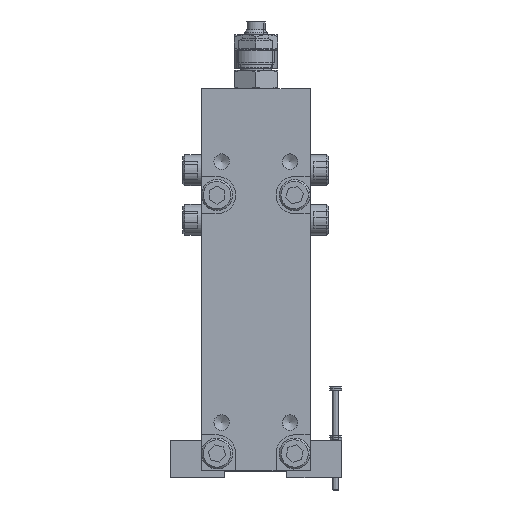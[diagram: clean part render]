
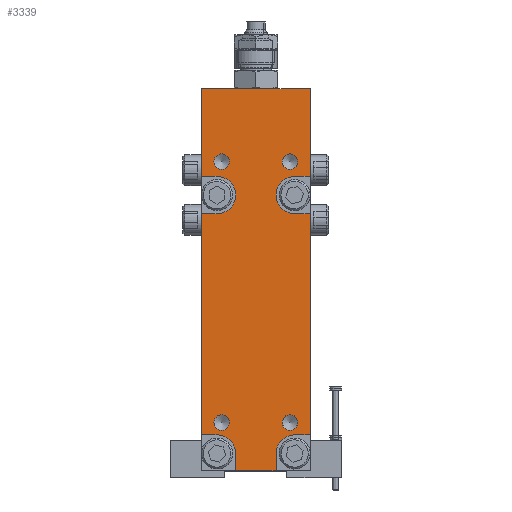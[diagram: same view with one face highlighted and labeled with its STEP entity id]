
A CAD part, left-side view. The second image highlights one B-rep face of the part: STEP entity #3339.
In plain terms, the highlighted planar face has unit normal (-1, 0, 0).
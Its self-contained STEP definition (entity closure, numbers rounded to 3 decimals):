
#3339=ADVANCED_FACE('',(#13440,#13441,#13442,#13443,#13444),#5518,.T.);
#5518=PLANE('',#39514);
#6780=LINE('',#55129,#10066);
#6781=LINE('',#55132,#10067);
#6782=LINE('',#55134,#10068);
#6783=LINE('',#55138,#10069);
#6784=LINE('',#55140,#10070);
#6785=LINE('',#55142,#10071);
#6786=LINE('',#55146,#10072);
#6787=LINE('',#55148,#10073);
#6788=LINE('',#55150,#10074);
#6789=LINE('',#55152,#10075);
#6790=LINE('',#55154,#10076);
#6791=LINE('',#55158,#10077);
#6792=LINE('',#55160,#10078);
#6793=LINE('',#55162,#10079);
#10066=VECTOR('',#43724,1.);
#10067=VECTOR('',#43725,1.);
#10068=VECTOR('',#43726,1.);
#10069=VECTOR('',#43729,1.);
#10070=VECTOR('',#43730,1.);
#10071=VECTOR('',#43731,1.);
#10072=VECTOR('',#43734,1.);
#10073=VECTOR('',#43735,1.);
#10074=VECTOR('',#43736,1.);
#10075=VECTOR('',#43737,1.);
#10076=VECTOR('',#43738,1.);
#10077=VECTOR('',#43741,1.);
#10078=VECTOR('',#43742,1.);
#10079=VECTOR('',#43743,1.);
#13440=FACE_BOUND('',#15513,.T.);
#13441=FACE_BOUND('',#15514,.T.);
#13442=FACE_BOUND('',#15515,.T.);
#13443=FACE_BOUND('',#15516,.T.);
#13444=FACE_BOUND('',#15517,.T.);
#15513=EDGE_LOOP('',(#19154,#19155,#19156,#19157,#19158,#19159,#19160,#19161,
#19162,#19163,#19164,#19165,#19166,#19167,#19168,#19169,#19170,#19171));
#15514=EDGE_LOOP('',(#19172));
#15515=EDGE_LOOP('',(#19173));
#15516=EDGE_LOOP('',(#19174));
#15517=EDGE_LOOP('',(#19175));
#19154=ORIENTED_EDGE('',*,*,#32666,.F.);
#19155=ORIENTED_EDGE('',*,*,#32667,.F.);
#19156=ORIENTED_EDGE('',*,*,#32668,.T.);
#19157=ORIENTED_EDGE('',*,*,#32669,.T.);
#19158=ORIENTED_EDGE('',*,*,#32670,.T.);
#19159=ORIENTED_EDGE('',*,*,#32671,.F.);
#19160=ORIENTED_EDGE('',*,*,#32672,.F.);
#19161=ORIENTED_EDGE('',*,*,#32673,.F.);
#19162=ORIENTED_EDGE('',*,*,#32674,.F.);
#19163=ORIENTED_EDGE('',*,*,#32675,.F.);
#19164=ORIENTED_EDGE('',*,*,#32676,.F.);
#19165=ORIENTED_EDGE('',*,*,#32677,.F.);
#19166=ORIENTED_EDGE('',*,*,#32678,.T.);
#19167=ORIENTED_EDGE('',*,*,#32679,.T.);
#19168=ORIENTED_EDGE('',*,*,#32680,.T.);
#19169=ORIENTED_EDGE('',*,*,#32681,.F.);
#19170=ORIENTED_EDGE('',*,*,#32682,.F.);
#19171=ORIENTED_EDGE('',*,*,#32683,.F.);
#19172=ORIENTED_EDGE('',*,*,#32684,.T.);
#19173=ORIENTED_EDGE('',*,*,#32685,.T.);
#19174=ORIENTED_EDGE('',*,*,#32686,.T.);
#19175=ORIENTED_EDGE('',*,*,#32687,.T.);
#28928=VERTEX_POINT('',#55130);
#28929=VERTEX_POINT('',#55131);
#28930=VERTEX_POINT('',#55133);
#28931=VERTEX_POINT('',#55135);
#28932=VERTEX_POINT('',#55137);
#28933=VERTEX_POINT('',#55139);
#28934=VERTEX_POINT('',#55141);
#28935=VERTEX_POINT('',#55143);
#28936=VERTEX_POINT('',#55145);
#28937=VERTEX_POINT('',#55147);
#28938=VERTEX_POINT('',#55149);
#28939=VERTEX_POINT('',#55151);
#28940=VERTEX_POINT('',#55153);
#28941=VERTEX_POINT('',#55155);
#28942=VERTEX_POINT('',#55157);
#28943=VERTEX_POINT('',#55159);
#28944=VERTEX_POINT('',#55161);
#28945=VERTEX_POINT('',#55163);
#28946=VERTEX_POINT('',#55166);
#28947=VERTEX_POINT('',#55168);
#28948=VERTEX_POINT('',#55170);
#28949=VERTEX_POINT('',#55172);
#32666=EDGE_CURVE('',#28928,#28929,#6780,.T.);
#32667=EDGE_CURVE('',#28930,#28928,#6781,.T.);
#32668=EDGE_CURVE('',#28930,#28931,#6782,.T.);
#32669=EDGE_CURVE('',#28931,#28932,#37573,.T.);
#32670=EDGE_CURVE('',#28932,#28933,#6783,.T.);
#32671=EDGE_CURVE('',#28934,#28933,#6784,.T.);
#32672=EDGE_CURVE('',#28935,#28934,#6785,.T.);
#32673=EDGE_CURVE('',#28936,#28935,#37574,.T.);
#32674=EDGE_CURVE('',#28937,#28936,#6786,.T.);
#32675=EDGE_CURVE('',#28938,#28937,#6787,.T.);
#32676=EDGE_CURVE('',#28939,#28938,#6788,.T.);
#32677=EDGE_CURVE('',#28940,#28939,#6789,.T.);
#32678=EDGE_CURVE('',#28940,#28941,#6790,.T.);
#32679=EDGE_CURVE('',#28941,#28942,#37575,.T.);
#32680=EDGE_CURVE('',#28942,#28943,#6791,.T.);
#32681=EDGE_CURVE('',#28944,#28943,#6792,.T.);
#32682=EDGE_CURVE('',#28945,#28944,#6793,.T.);
#32683=EDGE_CURVE('',#28929,#28945,#37576,.T.);
#32684=EDGE_CURVE('',#28946,#28946,#37577,.T.);
#32685=EDGE_CURVE('',#28947,#28947,#37578,.T.);
#32686=EDGE_CURVE('',#28948,#28948,#37579,.T.);
#32687=EDGE_CURVE('',#28949,#28949,#37580,.T.);
#37573=CIRCLE('',#39506,6.);
#37574=CIRCLE('',#39507,6.);
#37575=CIRCLE('',#39508,6.);
#37576=CIRCLE('',#39509,6.);
#37577=CIRCLE('',#39510,2.5);
#37578=CIRCLE('',#39511,2.5);
#37579=CIRCLE('',#39512,2.5);
#37580=CIRCLE('',#39513,2.5);
#39506=AXIS2_PLACEMENT_3D('',#55136,#43727,#43728);
#39507=AXIS2_PLACEMENT_3D('',#55144,#43732,#43733);
#39508=AXIS2_PLACEMENT_3D('',#55156,#43739,#43740);
#39509=AXIS2_PLACEMENT_3D('',#55164,#43744,#43745);
#39510=AXIS2_PLACEMENT_3D('',#55165,#43746,#43747);
#39511=AXIS2_PLACEMENT_3D('',#55167,#43748,#43749);
#39512=AXIS2_PLACEMENT_3D('',#55169,#43750,#43751);
#39513=AXIS2_PLACEMENT_3D('',#55171,#43752,#43753);
#39514=AXIS2_PLACEMENT_3D('',#55173,#43754,#43755);
#43724=DIRECTION('',(0.,0.,1.));
#43725=DIRECTION('',(0.,1.,0.));
#43726=DIRECTION('',(0.,0.,1.));
#43727=DIRECTION('',(1.,0.,0.));
#43728=DIRECTION('',(0.,-1.,0.));
#43729=DIRECTION('',(0.,-1.,0.));
#43730=DIRECTION('',(0.,0.,-1.));
#43731=DIRECTION('',(0.,-1.,0.));
#43732=DIRECTION('',(-1.,0.,0.));
#43733=DIRECTION('',(0.,-1.,0.));
#43734=DIRECTION('',(0.,1.,0.));
#43735=DIRECTION('',(0.,0.,-1.));
#43736=DIRECTION('',(0.,-1.,0.));
#43737=DIRECTION('',(0.,0.,1.));
#43738=DIRECTION('',(0.,-1.,0.));
#43739=DIRECTION('',(1.,0.,0.));
#43740=DIRECTION('',(0.,1.,0.));
#43741=DIRECTION('',(0.,1.,0.));
#43742=DIRECTION('',(0.,0.,1.));
#43743=DIRECTION('',(0.,1.,0.));
#43744=DIRECTION('',(-1.,0.,0.));
#43745=DIRECTION('',(0.,1.,0.));
#43746=DIRECTION('',(1.,0.,0.));
#43747=DIRECTION('',(0.,0.,-1.));
#43748=DIRECTION('',(1.,0.,0.));
#43749=DIRECTION('',(0.,0.,-1.));
#43750=DIRECTION('',(1.,0.,0.));
#43751=DIRECTION('',(0.,0.,-1.));
#43752=DIRECTION('',(1.,0.,0.));
#43753=DIRECTION('',(0.,0.,-1.));
#43754=DIRECTION('',(-1.,0.,0.));
#43755=DIRECTION('',(0.,0.,1.));
#55129=CARTESIAN_POINT('',(-730.,95.683,73.627));
#55130=CARTESIAN_POINT('',(-730.,95.683,85.25));
#55131=CARTESIAN_POINT('',(-730.,95.683,90.75));
#55132=CARTESIAN_POINT('',(-730.,106.683,85.25));
#55133=CARTESIAN_POINT('',(-730.,82.683,85.25));
#55134=CARTESIAN_POINT('',(-730.,82.683,73.627));
#55135=CARTESIAN_POINT('',(-730.,82.683,90.75));
#55136=CARTESIAN_POINT('',(-730.,76.683,90.75));
#55137=CARTESIAN_POINT('',(-730.,76.683,96.75));
#55138=CARTESIAN_POINT('',(-730.,76.683,96.75));
#55139=CARTESIAN_POINT('',(-730.,71.683,96.75));
#55140=CARTESIAN_POINT('',(-730.,71.683,85.25));
#55141=CARTESIAN_POINT('',(-730.,71.683,168.));
#55142=CARTESIAN_POINT('',(-730.,76.683,168.));
#55143=CARTESIAN_POINT('',(-730.,76.683,168.));
#55144=CARTESIAN_POINT('',(-730.,76.683,174.));
#55145=CARTESIAN_POINT('',(-730.,76.683,180.));
#55146=CARTESIAN_POINT('',(-730.,59.56,180.));
#55147=CARTESIAN_POINT('',(-730.,71.683,180.));
#55148=CARTESIAN_POINT('',(-730.,71.683,85.25));
#55149=CARTESIAN_POINT('',(-730.,71.683,208.25));
#55150=CARTESIAN_POINT('',(-730.,71.683,208.25));
#55151=CARTESIAN_POINT('',(-730.,106.683,208.25));
#55152=CARTESIAN_POINT('',(-730.,106.683,200.25));
#55153=CARTESIAN_POINT('',(-730.,106.683,180.));
#55154=CARTESIAN_POINT('',(-730.,118.806,180.));
#55155=CARTESIAN_POINT('',(-730.,101.683,180.));
#55156=CARTESIAN_POINT('',(-730.,101.683,174.));
#55157=CARTESIAN_POINT('',(-730.,101.683,168.));
#55158=CARTESIAN_POINT('',(-730.,101.683,168.));
#55159=CARTESIAN_POINT('',(-730.,106.683,168.));
#55160=CARTESIAN_POINT('',(-730.,106.683,200.25));
#55161=CARTESIAN_POINT('',(-730.,106.683,96.75));
#55162=CARTESIAN_POINT('',(-730.,101.683,96.75));
#55163=CARTESIAN_POINT('',(-730.,101.683,96.75));
#55164=CARTESIAN_POINT('',(-730.,101.683,90.75));
#55165=CARTESIAN_POINT('',(-730.,100.183,184.75));
#55166=CARTESIAN_POINT('',(-730.,100.183,182.25));
#55167=CARTESIAN_POINT('',(-730.,100.183,100.75));
#55168=CARTESIAN_POINT('',(-730.,100.183,98.25));
#55169=CARTESIAN_POINT('',(-730.,78.183,184.75));
#55170=CARTESIAN_POINT('',(-730.,78.183,182.25));
#55171=CARTESIAN_POINT('',(-730.,78.183,100.75));
#55172=CARTESIAN_POINT('',(-730.,78.183,98.25));
#55173=CARTESIAN_POINT('',(-730.,89.183,142.75));
